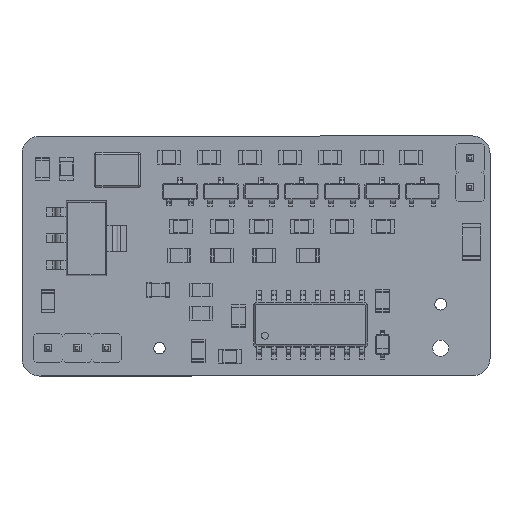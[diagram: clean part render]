
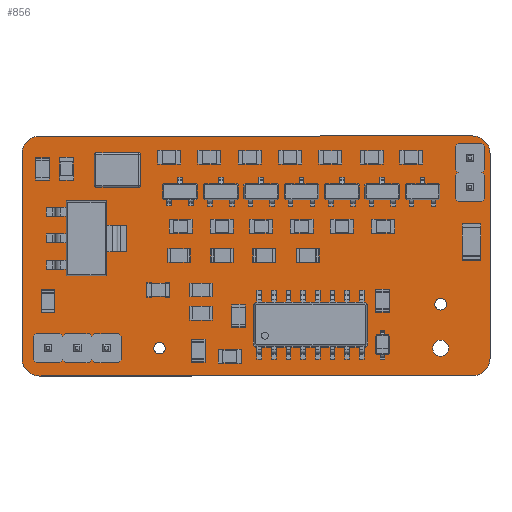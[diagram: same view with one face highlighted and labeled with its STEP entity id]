
A CAD part, top view. The second image highlights one B-rep face of the part: STEP entity #856.
In plain terms, the highlighted planar face has unit normal (0, 0, 1).
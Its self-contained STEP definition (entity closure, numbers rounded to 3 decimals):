
#341 = VERTEX_POINT('',#342);
#342 = CARTESIAN_POINT('',(166.847,-58.65,0.));
#359 = VERTEX_POINT('',#360);
#360 = CARTESIAN_POINT('',(166.847,-76.47,0.));
#366 = EDGE_CURVE('',#341,#359,#367,.T.);
#367 = LINE('',#368,#369);
#368 = CARTESIAN_POINT('',(166.847,-58.65,0.));
#369 = VECTOR('',#370,1.);
#370 = DIRECTION('',(0.,-1.,0.));
#391 = VERTEX_POINT('',#392);
#392 = CARTESIAN_POINT('',(165.347,-57.15,0.));
#398 = EDGE_CURVE('',#341,#391,#399,.T.);
#399 = CIRCLE('',#400,1.5);
#400 = AXIS2_PLACEMENT_3D('',#401,#402,#403);
#401 = CARTESIAN_POINT('',(165.347,-58.65,0.));
#402 = DIRECTION('',(0.,0.,1.));
#403 = DIRECTION('',(1.,0.,-0.));
#414 = VERTEX_POINT('',#415);
#415 = CARTESIAN_POINT('',(165.347,-77.97,0.));
#431 = EDGE_CURVE('',#414,#359,#432,.T.);
#432 = CIRCLE('',#433,1.5);
#433 = AXIS2_PLACEMENT_3D('',#434,#435,#436);
#434 = CARTESIAN_POINT('',(165.347,-76.47,0.));
#435 = DIRECTION('',(0.,0.,1.));
#436 = DIRECTION('',(1.,0.,-0.));
#447 = VERTEX_POINT('',#448);
#448 = CARTESIAN_POINT('',(127.738,-57.158,0.));
#463 = EDGE_CURVE('',#447,#391,#464,.T.);
#464 = LINE('',#465,#466);
#465 = CARTESIAN_POINT('',(127.738,-57.158,0.));
#466 = VECTOR('',#467,1.);
#467 = DIRECTION('',(1.,0.,0.));
#487 = VERTEX_POINT('',#488);
#488 = CARTESIAN_POINT('',(127.738,-77.978,0.));
#494 = EDGE_CURVE('',#414,#487,#495,.T.);
#495 = LINE('',#496,#497);
#496 = CARTESIAN_POINT('',(165.347,-77.97,0.));
#497 = VECTOR('',#498,1.);
#498 = DIRECTION('',(-1.,0.,0.));
#519 = VERTEX_POINT('',#520);
#520 = CARTESIAN_POINT('',(126.238,-58.658,0.));
#526 = EDGE_CURVE('',#447,#519,#527,.T.);
#527 = CIRCLE('',#528,1.5);
#528 = AXIS2_PLACEMENT_3D('',#529,#530,#531);
#529 = CARTESIAN_POINT('',(127.738,-58.658,0.));
#530 = DIRECTION('',(0.,0.,1.));
#531 = DIRECTION('',(1.,0.,-0.));
#542 = VERTEX_POINT('',#543);
#543 = CARTESIAN_POINT('',(126.238,-76.478,0.));
#559 = EDGE_CURVE('',#542,#487,#560,.T.);
#560 = CIRCLE('',#561,1.5);
#561 = AXIS2_PLACEMENT_3D('',#562,#563,#564);
#562 = CARTESIAN_POINT('',(127.738,-76.478,0.));
#563 = DIRECTION('',(0.,0.,1.));
#564 = DIRECTION('',(1.,0.,-0.));
#582 = EDGE_CURVE('',#542,#519,#583,.T.);
#583 = LINE('',#584,#585);
#584 = CARTESIAN_POINT('',(126.238,-76.478,0.));
#585 = VECTOR('',#586,1.);
#586 = DIRECTION('',(0.,1.,0.));
#597 = VERTEX_POINT('',#598);
#598 = CARTESIAN_POINT('',(163.26,-75.565,0.));
#614 = EDGE_CURVE('',#597,#597,#615,.T.);
#615 = CIRCLE('',#616,0.7);
#616 = AXIS2_PLACEMENT_3D('',#617,#618,#619);
#617 = CARTESIAN_POINT('',(162.56,-75.565,0.));
#618 = DIRECTION('',(0.,0.,1.));
#619 = DIRECTION('',(1.,0.,-0.));
#630 = VERTEX_POINT('',#631);
#631 = CARTESIAN_POINT('',(163.06,-71.755,0.));
#647 = EDGE_CURVE('',#630,#630,#648,.T.);
#648 = CIRCLE('',#649,0.5);
#649 = AXIS2_PLACEMENT_3D('',#650,#651,#652);
#650 = CARTESIAN_POINT('',(162.56,-71.755,0.));
#651 = DIRECTION('',(0.,0.,1.));
#652 = DIRECTION('',(1.,0.,-0.));
#663 = VERTEX_POINT('',#664);
#664 = CARTESIAN_POINT('',(138.676,-75.565,0.));
#680 = EDGE_CURVE('',#663,#663,#681,.T.);
#681 = CIRCLE('',#682,0.5);
#682 = AXIS2_PLACEMENT_3D('',#683,#684,#685);
#683 = CARTESIAN_POINT('',(138.176,-75.565,0.));
#684 = DIRECTION('',(0.,0.,1.));
#685 = DIRECTION('',(1.,0.,-0.));
#696 = VERTEX_POINT('',#697);
#697 = CARTESIAN_POINT('',(134.08,-75.565,0.));
#713 = EDGE_CURVE('',#696,#696,#714,.T.);
#714 = CIRCLE('',#715,0.5);
#715 = AXIS2_PLACEMENT_3D('',#716,#717,#718);
#716 = CARTESIAN_POINT('',(133.58,-75.565,0.));
#717 = DIRECTION('',(0.,0.,1.));
#718 = DIRECTION('',(1.,0.,-0.));
#729 = VERTEX_POINT('',#730);
#730 = CARTESIAN_POINT('',(131.54,-75.565,0.));
#746 = EDGE_CURVE('',#729,#729,#747,.T.);
#747 = CIRCLE('',#748,0.5);
#748 = AXIS2_PLACEMENT_3D('',#749,#750,#751);
#749 = CARTESIAN_POINT('',(131.04,-75.565,0.));
#750 = DIRECTION('',(0.,0.,1.));
#751 = DIRECTION('',(1.,0.,-0.));
#762 = VERTEX_POINT('',#763);
#763 = CARTESIAN_POINT('',(129.,-75.565,0.));
#779 = EDGE_CURVE('',#762,#762,#780,.T.);
#780 = CIRCLE('',#781,0.5);
#781 = AXIS2_PLACEMENT_3D('',#782,#783,#784);
#782 = CARTESIAN_POINT('',(128.5,-75.565,0.));
#783 = DIRECTION('',(0.,0.,1.));
#784 = DIRECTION('',(1.,0.,-0.));
#795 = VERTEX_POINT('',#796);
#796 = CARTESIAN_POINT('',(165.6,-61.595,0.));
#812 = EDGE_CURVE('',#795,#795,#813,.T.);
#813 = CIRCLE('',#814,0.5);
#814 = AXIS2_PLACEMENT_3D('',#815,#816,#817);
#815 = CARTESIAN_POINT('',(165.1,-61.595,0.));
#816 = DIRECTION('',(0.,0.,1.));
#817 = DIRECTION('',(1.,0.,-0.));
#828 = VERTEX_POINT('',#829);
#829 = CARTESIAN_POINT('',(165.6,-59.055,0.));
#845 = EDGE_CURVE('',#828,#828,#846,.T.);
#846 = CIRCLE('',#847,0.5);
#847 = AXIS2_PLACEMENT_3D('',#848,#849,#850);
#848 = CARTESIAN_POINT('',(165.1,-59.055,0.));
#849 = DIRECTION('',(0.,0.,1.));
#850 = DIRECTION('',(1.,0.,-0.));
#856 = ADVANCED_FACE('',(#857,#867,#870,#873,#876,#879,#882,#885,#888),
  #891,.F.);
#857 = FACE_BOUND('',#858,.F.);
#858 = EDGE_LOOP('',(#859,#860,#861,#862,#863,#864,#865,#866));
#859 = ORIENTED_EDGE('',*,*,#366,.T.);
#860 = ORIENTED_EDGE('',*,*,#431,.F.);
#861 = ORIENTED_EDGE('',*,*,#494,.T.);
#862 = ORIENTED_EDGE('',*,*,#559,.F.);
#863 = ORIENTED_EDGE('',*,*,#582,.T.);
#864 = ORIENTED_EDGE('',*,*,#526,.F.);
#865 = ORIENTED_EDGE('',*,*,#463,.T.);
#866 = ORIENTED_EDGE('',*,*,#398,.F.);
#867 = FACE_BOUND('',#868,.F.);
#868 = EDGE_LOOP('',(#869));
#869 = ORIENTED_EDGE('',*,*,#614,.T.);
#870 = FACE_BOUND('',#871,.F.);
#871 = EDGE_LOOP('',(#872));
#872 = ORIENTED_EDGE('',*,*,#647,.T.);
#873 = FACE_BOUND('',#874,.F.);
#874 = EDGE_LOOP('',(#875));
#875 = ORIENTED_EDGE('',*,*,#680,.T.);
#876 = FACE_BOUND('',#877,.F.);
#877 = EDGE_LOOP('',(#878));
#878 = ORIENTED_EDGE('',*,*,#713,.T.);
#879 = FACE_BOUND('',#880,.F.);
#880 = EDGE_LOOP('',(#881));
#881 = ORIENTED_EDGE('',*,*,#746,.T.);
#882 = FACE_BOUND('',#883,.F.);
#883 = EDGE_LOOP('',(#884));
#884 = ORIENTED_EDGE('',*,*,#779,.T.);
#885 = FACE_BOUND('',#886,.F.);
#886 = EDGE_LOOP('',(#887));
#887 = ORIENTED_EDGE('',*,*,#812,.T.);
#888 = FACE_BOUND('',#889,.F.);
#889 = EDGE_LOOP('',(#890));
#890 = ORIENTED_EDGE('',*,*,#845,.T.);
#891 = PLANE('',#892);
#892 = AXIS2_PLACEMENT_3D('',#893,#894,#895);
#893 = CARTESIAN_POINT('',(146.543,-67.564,0.));
#894 = DIRECTION('',(-0.,-0.,-1.));
#895 = DIRECTION('',(-1.,0.,0.));
